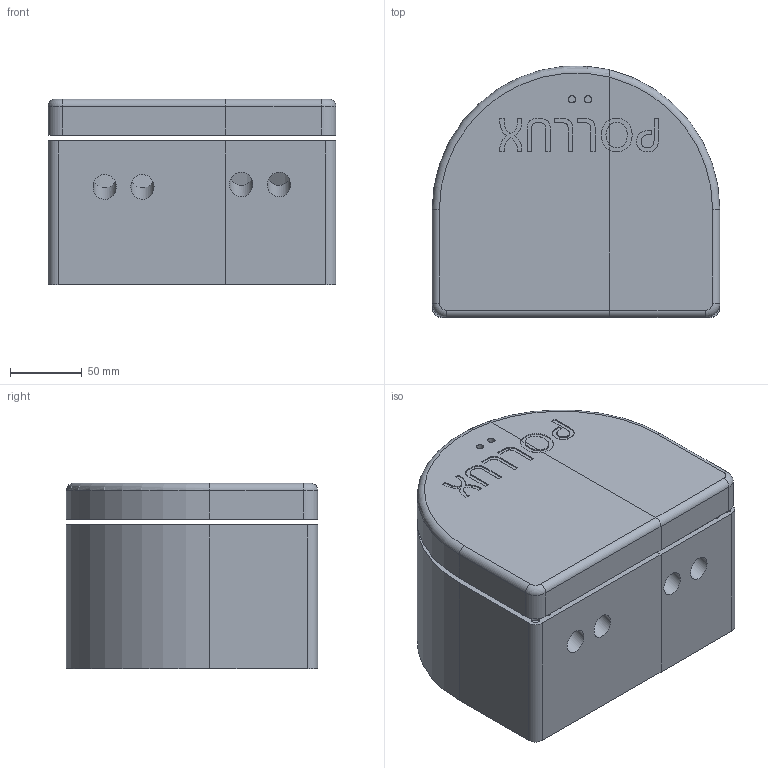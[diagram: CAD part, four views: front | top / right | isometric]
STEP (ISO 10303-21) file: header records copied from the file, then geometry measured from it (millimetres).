
FILE_DESCRIPTION(/* description */ ('STEP AP214'),/* implementation_level */ '2;1');
FILE_NAME(/* name */ '680ea14ef56ff8293d268146',/* time_stamp */ '2025-04-27T21:27:43Z',/* author */ (''),/* organization */ (''),/* preprocessor_version */ 'ST-DEVELOPER v20',/* originating_system */ 'ONSHAPE BY PTC INC, 1.197',/* authorisation */ ' ');
FILE_SCHEMA (('AUTOMOTIVE_DESIGN {1 0 10303 214 3 1 1}'));
Length unit declared in the file: metre
Products named in the file (4): right lid; left lid; left body; right body
Bounding box: 200 x 174.75 x 129 mm (x, y, z)
Volume: 640255.7 mm3; surface area: 306809.4 mm2
Topology: 4 solids, 4 shells, 294 faces, 756 edges, 504 vertices
Faces by surface type: plane 128, cylinder 91, bspline 71, torus 4
Full cylindrical faces by diameter (mm): 5 x5, 6.2 x18, 16.2 x10, 19.2 x10, 45 x1
Entity records: 9098 total; most frequent: CARTESIAN_POINT 2287, ORIENTED_EDGE 1408, DIRECTION 1202, EDGE_CURVE 704, VERTEX_POINT 496, AXIS2_PLACEMENT_3D 415, EDGE_LOOP 406, FACE_BOUND 406
